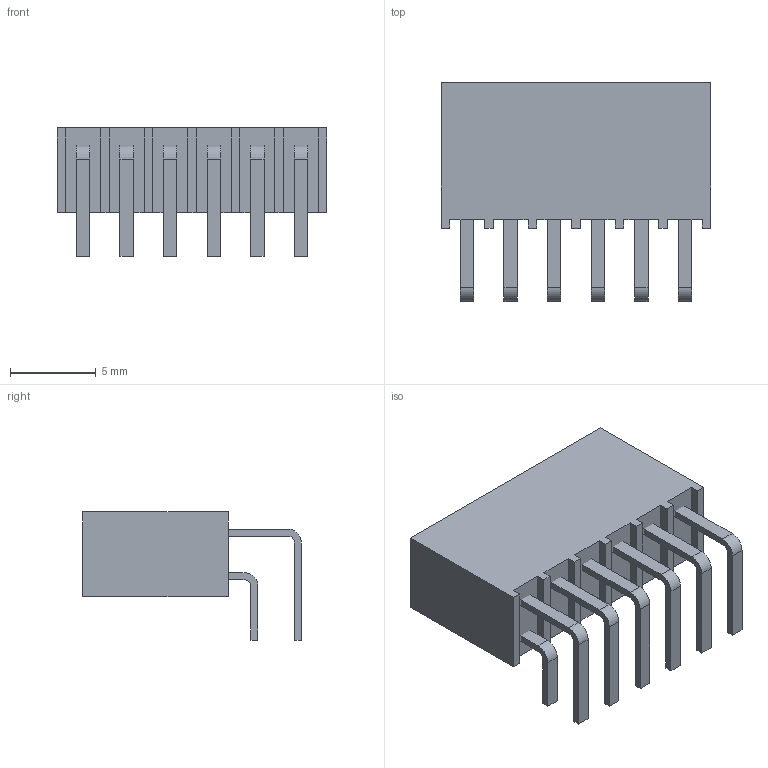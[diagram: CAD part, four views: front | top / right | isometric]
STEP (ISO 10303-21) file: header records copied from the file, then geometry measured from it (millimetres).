
FILE_DESCRIPTION(/* description */ (''),/* implementation_level */ '2;1');
FILE_NAME(/* name */ 'SAMTEC_SSW-106-02-L-D-RA.stp',/* time_stamp */ '2016-11-09T16:28:22+01:00',/* author */ ('jchouvet'),/* organization */ (''),/* preprocessor_version */ 'ST-DEVELOPER v16.1',/* originating_system */ 'AutoCAD Mechanical',/* authorisation */ ' ');
FILE_SCHEMA (('AUTOMOTIVE_DESIGN { 1 0 10303 214 3 1 1 }'));
Length unit declared in the file: millimetre
Products named in the file (1): Product
Bounding box: 15.75 x 12.78 x 7.48 mm (x, y, z)
Volume: 632 mm3; surface area: 1165.2 mm2
Topology: 14 solids, 14 shells, 216 faces, 528 edges, 352 vertices
Faces by surface type: plane 192, cylinder 24
Entity records: 6293 total; most frequent: CARTESIAN_POINT 1097, ORIENTED_EDGE 1056, DIRECTION 1010, EDGE_CURVE 528, LINE 480, VECTOR 480, VERTEX_POINT 352, AXIS2_PLACEMENT_3D 265
